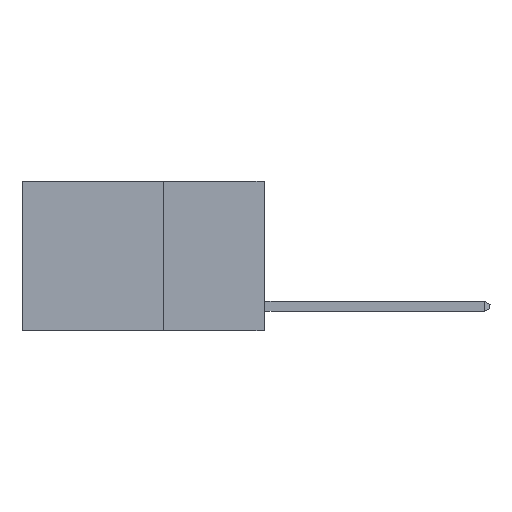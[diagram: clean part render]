
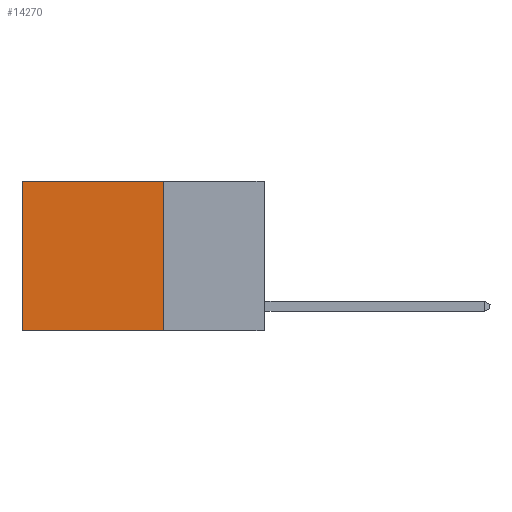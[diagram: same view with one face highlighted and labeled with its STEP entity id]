
A CAD part, left-side view. The second image highlights one B-rep face of the part: STEP entity #14270.
In plain terms, the highlighted planar face has unit normal (-1, 0, 0).
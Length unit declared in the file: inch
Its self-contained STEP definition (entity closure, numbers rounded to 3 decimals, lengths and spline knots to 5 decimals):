
#636 = VECTOR ( 'NONE', #12892, 39.37008 ) ;
#1174 = EDGE_CURVE ( 'NONE', #6200, #4161, #13245, .T. ) ;
#1231 = EDGE_CURVE ( 'NONE', #3823, #1249, #3845, .T. ) ;
#1249 = VERTEX_POINT ( 'NONE', #12331 ) ;
#1549 = LINE ( 'NONE', #8101, #13056 ) ;
#2326 = CARTESIAN_POINT ( 'NONE',  ( 0.2625, 0.25, 0. ) ) ;
#2389 = PLANE ( 'NONE',  #12466 ) ;
#3604 = DIRECTION ( 'NONE',  ( 1., 0., 0. ) ) ;
#3823 = VERTEX_POINT ( 'NONE', #12204 ) ;
#3845 = LINE ( 'NONE', #12942, #636 ) ;
#4161 = VERTEX_POINT ( 'NONE', #9196 ) ;
#6200 = VERTEX_POINT ( 'NONE', #6296 ) ;
#6296 = CARTESIAN_POINT ( 'NONE',  ( 0.2625, 0.25, -0.37 ) ) ;
#6803 = ORIENTED_EDGE ( 'NONE', *, *, #1174, .F. ) ;
#7012 = DIRECTION ( 'NONE',  ( 0., 0., -1. ) ) ;
#7708 = ORIENTED_EDGE ( 'NONE', *, *, #1231, .T. ) ;
#7842 = EDGE_CURVE ( 'NONE', #3823, #6200, #12931, .T. ) ;
#8101 = CARTESIAN_POINT ( 'NONE',  ( 0.2625, 0.6, 0. ) ) ;
#9196 = CARTESIAN_POINT ( 'NONE',  ( 0.2625, 0.6, -0.37 ) ) ;
#10105 = VECTOR ( 'NONE', #14704, 39.37008 ) ;
#10166 = VECTOR ( 'NONE', #11835, 39.37008 ) ;
#10520 = EDGE_CURVE ( 'NONE', #1249, #4161, #1549, .T. ) ;
#10707 = CARTESIAN_POINT ( 'NONE',  ( 0.2625, 0.25, 0. ) ) ;
#10823 = FACE_OUTER_BOUND ( 'NONE', #12808, .T. ) ;
#11835 = DIRECTION ( 'NONE',  ( 0., 0., -1. ) ) ;
#11894 = DIRECTION ( 'NONE',  ( 0., 0., -1. ) ) ;
#12204 = CARTESIAN_POINT ( 'NONE',  ( 0.2625, 0.25, 0. ) ) ;
#12331 = CARTESIAN_POINT ( 'NONE',  ( 0.2625, 0.6, 0. ) ) ;
#12466 = AXIS2_PLACEMENT_3D ( 'NONE', #10707, #3604, #11894 ) ;
#12808 = EDGE_LOOP ( 'NONE', ( #15413, #6803, #15389, #7708 ) ) ;
#12892 = DIRECTION ( 'NONE',  ( 0., 1., 0. ) ) ;
#12931 = LINE ( 'NONE', #2326, #10166 ) ;
#12942 = CARTESIAN_POINT ( 'NONE',  ( 0.2625, 0.25, 0. ) ) ;
#13056 = VECTOR ( 'NONE', #7012, 39.37008 ) ;
#13245 = LINE ( 'NONE', #15345, #10105 ) ;
#14270 = ADVANCED_FACE ( 'NONE', ( #10823 ), #2389, .F. ) ;
#14704 = DIRECTION ( 'NONE',  ( 0., 1., 0. ) ) ;
#15345 = CARTESIAN_POINT ( 'NONE',  ( 0.2625, 0.25, -0.37 ) ) ;
#15389 = ORIENTED_EDGE ( 'NONE', *, *, #7842, .F. ) ;
#15413 = ORIENTED_EDGE ( 'NONE', *, *, #10520, .T. ) ;
